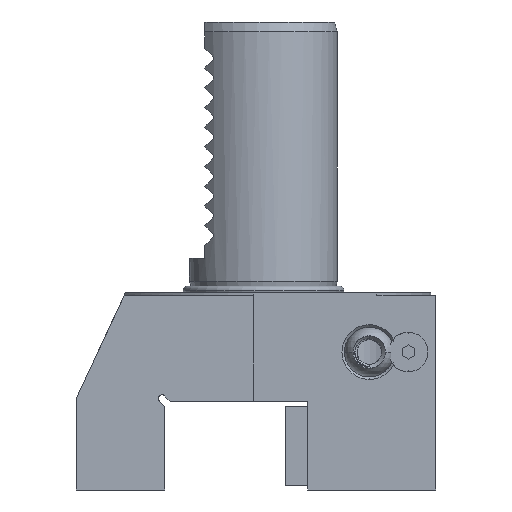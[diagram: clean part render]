
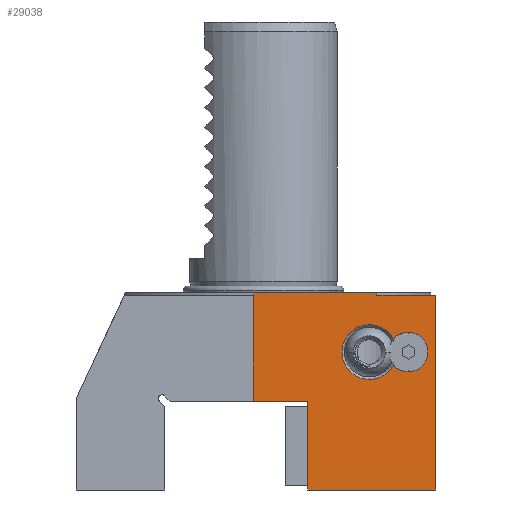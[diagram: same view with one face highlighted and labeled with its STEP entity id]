
A CAD part, front view. The second image highlights one B-rep face of the part: STEP entity #29038.
In plain terms, the highlighted planar face has unit normal (0, -1, 0).
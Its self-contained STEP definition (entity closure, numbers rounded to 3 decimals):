
#271 = FACE_BOUND ( 'NONE', #14656, .T. ) ;
#287 = FACE_OUTER_BOUND ( 'NONE', #15554, .T. ) ;
#853 = CIRCLE ( 'NONE', #50647, 5.55 ) ;
#920 = CIRCLE ( 'NONE', #50634, 5.55 ) ;
#954 = VECTOR ( 'NONE', #45355, 1000. ) ;
#963 = LINE ( 'NONE', #45322, #954 ) ;
#5724 = EDGE_CURVE ( 'NONE', #49757, #49104, #27553, .T. ) ;
#5732 = EDGE_CURVE ( 'NONE', #37953, #49118, #27536, .T. ) ;
#5955 = EDGE_CURVE ( 'NONE', #49104, #37953, #25929, .T. ) ;
#5980 = EDGE_CURVE ( 'NONE', #31917, #31897, #25984, .T. ) ;
#6101 = EDGE_CURVE ( 'NONE', #31359, #48959, #26114, .T. ) ;
#6108 = EDGE_CURVE ( 'NONE', #31897, #31895, #25882, .T. ) ;
#6141 = EDGE_CURVE ( 'NONE', #48978, #31879, #9054, .T. ) ;
#6155 = EDGE_CURVE ( 'NONE', #31359, #31684, #8964, .T. ) ;
#6166 = EDGE_CURVE ( 'NONE', #31879, #31895, #9064, .T. ) ;
#6180 = EDGE_CURVE ( 'NONE', #49610, #49118, #9108, .T. ) ;
#6187 = EDGE_CURVE ( 'NONE', #31684, #31917, #9154, .T. ) ;
#7159 = CARTESIAN_POINT ( 'NONE',  ( 0., -25., -55. ) ) ;
#7163 = DIRECTION ( 'NONE',  ( -1., 0., 0. ) ) ;
#7218 = CARTESIAN_POINT ( 'NONE',  ( 35., -25., 0. ) ) ;
#7244 = DIRECTION ( 'NONE',  ( 0., 0., -1. ) ) ;
#7289 = DIRECTION ( 'NONE',  ( 0., 0., -1. ) ) ;
#7326 = CARTESIAN_POINT ( 'NONE',  ( -2., -25., 0. ) ) ;
#7363 = DIRECTION ( 'NONE',  ( 0., 1., 0. ) ) ;
#7365 = DIRECTION ( 'NONE',  ( 1., 0., 0. ) ) ;
#7431 = CARTESIAN_POINT ( 'NONE',  ( 21.5, -25., -67. ) ) ;
#7488 = DIRECTION ( 'NONE',  ( -1., 0., 0. ) ) ;
#7516 = CARTESIAN_POINT ( 'NONE',  ( -2., -25., -95. ) ) ;
#8624 = AXIS2_PLACEMENT_3D ( 'NONE', #49342, #49353, #49337 ) ;
#8964 = LINE ( 'NONE', #7218, #8974 ) ;
#8974 = VECTOR ( 'NONE', #7244, 1000. ) ;
#8998 = VECTOR ( 'NONE', #7163, 1000. ) ;
#9054 = LINE ( 'NONE', #7159, #8998 ) ;
#9064 = LINE ( 'NONE', #7326, #9120 ) ;
#9103 = VECTOR ( 'NONE', #7488, 1000. ) ;
#9108 = CIRCLE ( 'NONE', #35915, 5.55 ) ;
#9120 = VECTOR ( 'NONE', #7289, 1000. ) ;
#9154 = LINE ( 'NONE', #7516, #9103 ) ;
#14656 = EDGE_LOOP ( 'NONE', ( #31066, #31064, #30945, #31101, #31049, #30894 ) ) ;
#15554 = EDGE_LOOP ( 'NONE', ( #30934, #31095, #31112, #30988, #31082, #30912, #30956, #31023 ) ) ;
#19317 = EDGE_CURVE ( 'NONE', #45855, #49610, #853, .T. ) ;
#19321 = EDGE_CURVE ( 'NONE', #49757, #45855, #920, .T. ) ;
#19383 = EDGE_CURVE ( 'NONE', #48959, #48978, #963, .T. ) ;
#19461 = AXIS2_PLACEMENT_3D ( 'NONE', #52259, #52279, #52268 ) ;
#19463 = AXIS2_PLACEMENT_3D ( 'NONE', #52323, #52333, #52364 ) ;
#19479 = AXIS2_PLACEMENT_3D ( 'NONE', #54676, #54749, #54792 ) ;
#25882 = LINE ( 'NONE', #56054, #26001 ) ;
#25909 = VECTOR ( 'NONE', #54945, 1000. ) ;
#25929 = CIRCLE ( 'NONE', #19479, 4. ) ;
#25984 = LINE ( 'NONE', #55005, #25909 ) ;
#25996 = VECTOR ( 'NONE', #56098, 1000. ) ;
#26001 = VECTOR ( 'NONE', #56006, 1000. ) ;
#26114 = LINE ( 'NONE', #56050, #25996 ) ;
#27536 = CIRCLE ( 'NONE', #19463, 4. ) ;
#27553 = CIRCLE ( 'NONE', #19461, 4. ) ;
#29038 = ADVANCED_FACE ( 'NONE', ( #271, #287 ), #49335, .T. ) ;
#30894 = ORIENTED_EDGE ( 'NONE', *, *, #5955, .F. ) ;
#30912 = ORIENTED_EDGE ( 'NONE', *, *, #19383, .T. ) ;
#30934 = ORIENTED_EDGE ( 'NONE', *, *, #6108, .F. ) ;
#30945 = ORIENTED_EDGE ( 'NONE', *, *, #19317, .T. ) ;
#30956 = ORIENTED_EDGE ( 'NONE', *, *, #6141, .T. ) ;
#30988 = ORIENTED_EDGE ( 'NONE', *, *, #6155, .F. ) ;
#31023 = ORIENTED_EDGE ( 'NONE', *, *, #6166, .T. ) ;
#31049 = ORIENTED_EDGE ( 'NONE', *, *, #5732, .F. ) ;
#31064 = ORIENTED_EDGE ( 'NONE', *, *, #19321, .T. ) ;
#31066 = ORIENTED_EDGE ( 'NONE', *, *, #5724, .F. ) ;
#31082 = ORIENTED_EDGE ( 'NONE', *, *, #6101, .T. ) ;
#31095 = ORIENTED_EDGE ( 'NONE', *, *, #5980, .F. ) ;
#31101 = ORIENTED_EDGE ( 'NONE', *, *, #6180, .T. ) ;
#31112 = ORIENTED_EDGE ( 'NONE', *, *, #6187, .F. ) ;
#31359 = VERTEX_POINT ( 'NONE', #60064 ) ;
#31684 = VERTEX_POINT ( 'NONE', #60121 ) ;
#31879 = VERTEX_POINT ( 'NONE', #60243 ) ;
#31895 = VERTEX_POINT ( 'NONE', #60272 ) ;
#31897 = VERTEX_POINT ( 'NONE', #60259 ) ;
#31917 = VERTEX_POINT ( 'NONE', #60262 ) ;
#35915 = AXIS2_PLACEMENT_3D ( 'NONE', #7431, #7363, #7365 ) ;
#37953 = VERTEX_POINT ( 'NONE', #60268 ) ;
#44970 = DIRECTION ( 'NONE',  ( 0., 1., 0. ) ) ;
#44982 = CARTESIAN_POINT ( 'NONE',  ( 21.5, -25., -67. ) ) ;
#44994 = DIRECTION ( 'NONE',  ( 0., 1., 0. ) ) ;
#44995 = CARTESIAN_POINT ( 'NONE',  ( 21.5, -25., -67. ) ) ;
#45006 = DIRECTION ( 'NONE',  ( 1., 0., 0. ) ) ;
#45016 = DIRECTION ( 'NONE',  ( 1., 0., 0. ) ) ;
#45322 = CARTESIAN_POINT ( 'NONE',  ( 23.043, -25., 161.056 ) ) ;
#45355 = DIRECTION ( 'NONE',  ( 0., 0., 1. ) ) ;
#45855 = VERTEX_POINT ( 'NONE', #64973 ) ;
#48959 = VERTEX_POINT ( 'NONE', #65535 ) ;
#48978 = VERTEX_POINT ( 'NONE', #65576 ) ;
#49104 = VERTEX_POINT ( 'NONE', #65703 ) ;
#49118 = VERTEX_POINT ( 'NONE', #65733 ) ;
#49335 = PLANE ( 'NONE',  #8624 ) ;
#49337 = DIRECTION ( 'NONE',  ( 1., 0., 0. ) ) ;
#49342 = CARTESIAN_POINT ( 'NONE',  ( -2., -25., 0. ) ) ;
#49353 = DIRECTION ( 'NONE',  ( 0., -1., 0. ) ) ;
#49610 = VERTEX_POINT ( 'NONE', #65872 ) ;
#49757 = VERTEX_POINT ( 'NONE', #65949 ) ;
#50634 = AXIS2_PLACEMENT_3D ( 'NONE', #44995, #44970, #45006 ) ;
#50647 = AXIS2_PLACEMENT_3D ( 'NONE', #44982, #44994, #45016 ) ;
#52259 = CARTESIAN_POINT ( 'NONE',  ( 29.4, -25., -67. ) ) ;
#52268 = DIRECTION ( 'NONE',  ( 0., 0., -1. ) ) ;
#52279 = DIRECTION ( 'NONE',  ( 0., -1., 0. ) ) ;
#52323 = CARTESIAN_POINT ( 'NONE',  ( 29.4, -25., -67. ) ) ;
#52333 = DIRECTION ( 'NONE',  ( 0., -1., 0. ) ) ;
#52364 = DIRECTION ( 'NONE',  ( 0., 0., -1. ) ) ;
#54676 = CARTESIAN_POINT ( 'NONE',  ( 29.4, -25., -67. ) ) ;
#54749 = DIRECTION ( 'NONE',  ( 0., -1., 0. ) ) ;
#54792 = DIRECTION ( 'NONE',  ( 0., 0., -1. ) ) ;
#54945 = DIRECTION ( 'NONE',  ( 0., 0., 1. ) ) ;
#55005 = CARTESIAN_POINT ( 'NONE',  ( 9., -25., 0. ) ) ;
#56006 = DIRECTION ( 'NONE',  ( -1., 0., 0. ) ) ;
#56050 = CARTESIAN_POINT ( 'NONE',  ( 0., -25., -55.5 ) ) ;
#56054 = CARTESIAN_POINT ( 'NONE',  ( -2., -25., -77. ) ) ;
#56098 = DIRECTION ( 'NONE',  ( -1., 0., 0. ) ) ;
#60064 = CARTESIAN_POINT ( 'NONE',  ( 35., -25., -55.5 ) ) ;
#60121 = CARTESIAN_POINT ( 'NONE',  ( 35., -25., -95. ) ) ;
#60243 = CARTESIAN_POINT ( 'NONE',  ( -2., -25., -55. ) ) ;
#60259 = CARTESIAN_POINT ( 'NONE',  ( 9., -25., -77. ) ) ;
#60262 = CARTESIAN_POINT ( 'NONE',  ( 9., -25., -95. ) ) ;
#60268 = CARTESIAN_POINT ( 'NONE',  ( 29.4, -25., -63. ) ) ;
#60272 = CARTESIAN_POINT ( 'NONE',  ( -2., -25., -77. ) ) ;
#64973 = CARTESIAN_POINT ( 'NONE',  ( 21.5, -25., -72.55 ) ) ;
#65535 = CARTESIAN_POINT ( 'NONE',  ( 23.043, -25., -55.5 ) ) ;
#65576 = CARTESIAN_POINT ( 'NONE',  ( 23.043, -25., -55. ) ) ;
#65703 = CARTESIAN_POINT ( 'NONE',  ( 29.4, -25., -71. ) ) ;
#65733 = CARTESIAN_POINT ( 'NONE',  ( 26.387, -25., -64.369 ) ) ;
#65872 = CARTESIAN_POINT ( 'NONE',  ( 21.5, -25., -61.45 ) ) ;
#65949 = CARTESIAN_POINT ( 'NONE',  ( 26.387, -25., -69.631 ) ) ;
